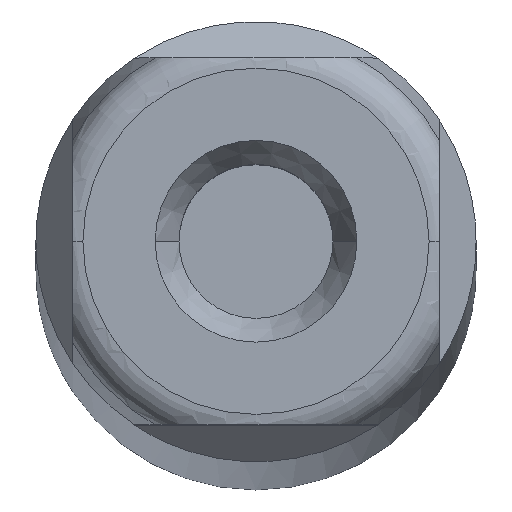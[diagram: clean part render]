
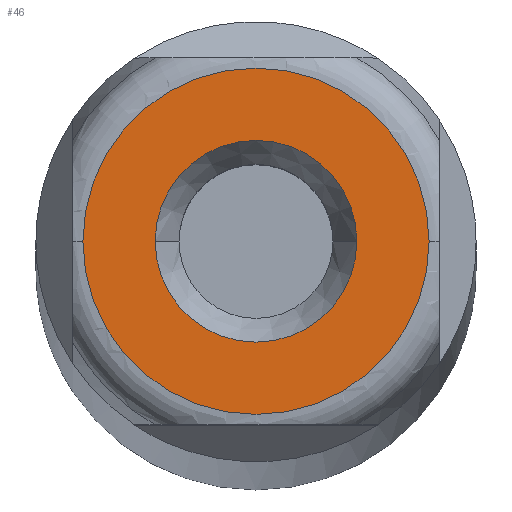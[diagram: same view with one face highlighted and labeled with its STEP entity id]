
A CAD part, top view. The second image highlights one B-rep face of the part: STEP entity #46.
In plain terms, the highlighted planar face has unit normal (0, 0, 1).
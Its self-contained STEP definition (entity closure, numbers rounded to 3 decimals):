
#7 = FACE_BOUND ( 'NONE', #496, .T. ) ;
#46 = ADVANCED_FACE ( 'NONE', ( #7, #1023 ), #565, .F. ) ;
#52 = DIRECTION ( 'NONE',  ( 0., 0., -1. ) ) ;
#72 = DIRECTION ( 'NONE',  ( 0., 0., 1. ) ) ;
#85 = DIRECTION ( 'NONE',  ( 1., 0., 0. ) ) ;
#99 = CARTESIAN_POINT ( 'NONE',  ( 0., 0., 0. ) ) ;
#129 = DIRECTION ( 'NONE',  ( 0., 0., 1. ) ) ;
#180 = CIRCLE ( 'NONE', #650, 2.75 ) ;
#197 = EDGE_CURVE ( 'NONE', #346, #205, #298, .T. ) ;
#205 = VERTEX_POINT ( 'NONE', #1001 ) ;
#213 = DIRECTION ( 'NONE',  ( 0., 0., 1. ) ) ;
#234 = ORIENTED_EDGE ( 'NONE', *, *, #291, .F. ) ;
#251 = VERTEX_POINT ( 'NONE', #1300 ) ;
#263 = EDGE_LOOP ( 'NONE', ( #476, #1043 ) ) ;
#291 = EDGE_CURVE ( 'NONE', #588, #251, #894, .T. ) ;
#298 = CIRCLE ( 'NONE', #602, 4.72 ) ;
#308 = DIRECTION ( 'NONE',  ( 1., 0., 0. ) ) ;
#346 = VERTEX_POINT ( 'NONE', #608 ) ;
#367 = CARTESIAN_POINT ( 'NONE',  ( 0., 0., 0. ) ) ;
#394 = DIRECTION ( 'NONE',  ( 0., 0., 1. ) ) ;
#424 = CARTESIAN_POINT ( 'NONE',  ( 0., 0., 0. ) ) ;
#471 = EDGE_CURVE ( 'NONE', #205, #346, #1214, .T. ) ;
#476 = ORIENTED_EDGE ( 'NONE', *, *, #471, .T. ) ;
#496 = EDGE_LOOP ( 'NONE', ( #513, #234 ) ) ;
#513 = ORIENTED_EDGE ( 'NONE', *, *, #1327, .F. ) ;
#551 = CARTESIAN_POINT ( 'NONE',  ( -2.75, 0., 0. ) ) ;
#565 = PLANE ( 'NONE',  #1060 ) ;
#588 = VERTEX_POINT ( 'NONE', #551 ) ;
#602 = AXIS2_PLACEMENT_3D ( 'NONE', #367, #72, #800 ) ;
#608 = CARTESIAN_POINT ( 'NONE',  ( -4.72, 0., 0. ) ) ;
#650 = AXIS2_PLACEMENT_3D ( 'NONE', #424, #213, #308 ) ;
#723 = CARTESIAN_POINT ( 'NONE',  ( 0., 0., 0. ) ) ;
#774 = CARTESIAN_POINT ( 'NONE',  ( 0., 0., 0. ) ) ;
#800 = DIRECTION ( 'NONE',  ( 1., 0., 0. ) ) ;
#894 = CIRCLE ( 'NONE', #921, 2.75 ) ;
#921 = AXIS2_PLACEMENT_3D ( 'NONE', #99, #394, #85 ) ;
#1001 = CARTESIAN_POINT ( 'NONE',  ( 4.72, 0., 0. ) ) ;
#1023 = FACE_OUTER_BOUND ( 'NONE', #263, .T. ) ;
#1043 = ORIENTED_EDGE ( 'NONE', *, *, #197, .T. ) ;
#1060 = AXIS2_PLACEMENT_3D ( 'NONE', #774, #52, #1288 ) ;
#1160 = DIRECTION ( 'NONE',  ( 1., 0., 0. ) ) ;
#1214 = CIRCLE ( 'NONE', #1251, 4.72 ) ;
#1251 = AXIS2_PLACEMENT_3D ( 'NONE', #723, #129, #1160 ) ;
#1288 = DIRECTION ( 'NONE',  ( -1., 0., 0. ) ) ;
#1300 = CARTESIAN_POINT ( 'NONE',  ( 2.75, 0., 0. ) ) ;
#1327 = EDGE_CURVE ( 'NONE', #251, #588, #180, .T. ) ;
